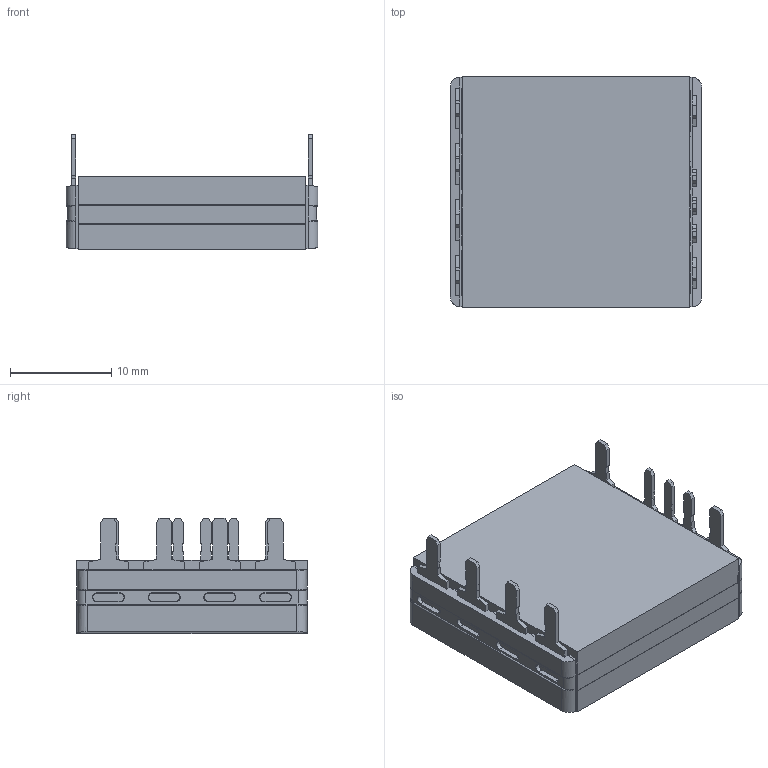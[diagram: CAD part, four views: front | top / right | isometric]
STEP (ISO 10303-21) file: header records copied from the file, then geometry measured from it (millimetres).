
FILE_DESCRIPTION (( 'STEP AP214' ), '1' );
FILE_NAME ('40292.STEP', '2019-02-22T14:46:08', ( 'admin' ), ( 'Microsoft' ), 'SwSTEP 2.0', 'SolidWorks 2017', '' );
FILE_SCHEMA (( 'AUTOMOTIVE_DESIGN' ));
Length unit declared in the file: millimetre
Products named in the file (17): 40292; 40308; 2223 MOLD BODY_legacy stackup; Copy of legacy stackup^2223 MOLD BODY; Copy of Copy of LAMINATE_CAVITY^Copy of legacy stackup_2223 MOLD BODY; Copy of MOLDBODY_LOWER^2223 MOLD BODY_post lapped; Copy of MOLDBODY_UPPER^2223 MOLD BODY_post lapped; 40343_40333-02; 40324; 40322; Copy of MOLDBODY2_VENTED_TERMINAL_BLOCK_INPUT_23FAMILY_SMD.1^40324; Copy of MOLDBODY2_VENTED_TERMINAL_BLOCK_OUTPUT_23FAMILY_SMD.1^40324; 40343_40333-01
Assembly tree (14 placements, depth 5):
  40292
    40308
      40343_40333-01
        40324
          Copy of MOLDBODY2_VENTED_TERMINAL_BLOCK_OUTPUT_23FAMILY_SMD.1^40324
          40322
      40343_40333-02
        40324
          Copy of MOLDBODY2_VENTED_TERMINAL_BLOCK_INPUT_23FAMILY_SMD.1^40324
          40322
      2223 MOLD BODY_legacy stackup
        Copy of MOLDBODY_UPPER^2223 MOLD BODY_post lapped
        Copy of MOLDBODY_LOWER^2223 MOLD BODY_post lapped
        Copy of legacy stackup^2223 MOLD BODY
          Copy of Copy of LAMINATE_CAVITY^Copy of legacy stackup_2223 MOLD BODY
  Copy of MOLDBODY2_VENTED_TERMINAL_BLOCK_OUTPUT_23FAMILY_SMD.1^40324
  Copy of MOLDBODY2_VENTED_TERMINAL_BLOCK_INPUT_23FAMILY_SMD.1^40324
Bounding box: 24.84 x 22.8 x 11.43 mm (x, y, z)
Volume: 3673.3 mm3; surface area: 16642.3 mm2
Topology: 14 solids, 14 shells, 832 faces, 2616 edges, 1714 vertices
Faces by surface type: plane 786, cone 22, cylinder 16, bspline 8
Entity records: 37818 total; most frequent: CARTESIAN_POINT 5458, ORIENTED_EDGE 5232, DIRECTION 4348, EDGE_CURVE 2616, LINE 2532, VECTOR 2532, VERTEX_POINT 1714, EDGE_LOOP 962
